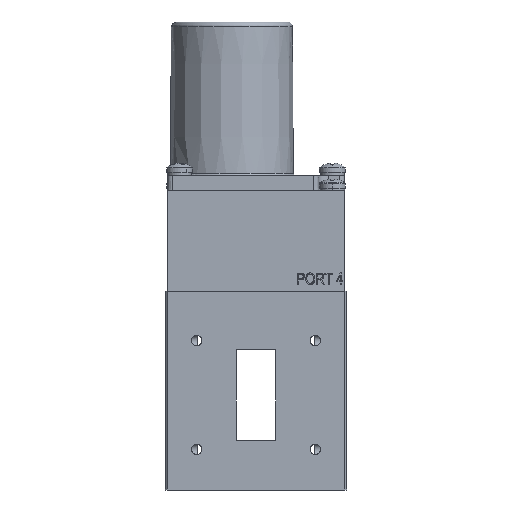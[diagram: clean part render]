
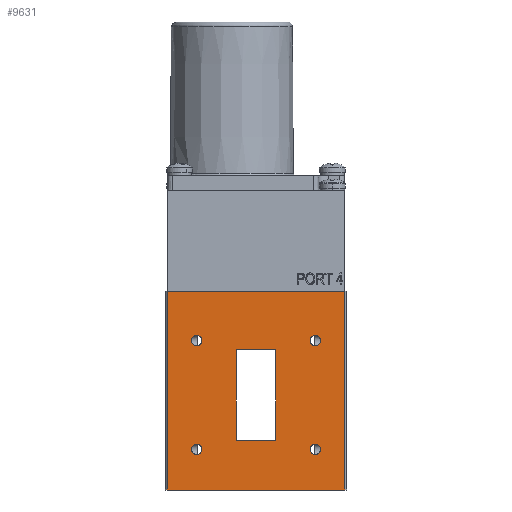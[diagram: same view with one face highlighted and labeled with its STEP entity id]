
A CAD part, front view. The second image highlights one B-rep face of the part: STEP entity #9631.
In plain terms, the highlighted planar face has unit normal (0, -1, 0).
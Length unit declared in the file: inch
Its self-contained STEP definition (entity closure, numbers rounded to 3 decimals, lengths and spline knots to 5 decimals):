
#9 = FACE_BOUND ( 'NONE', #14459, .T. ) ;
#55 = EDGE_LOOP ( 'NONE', ( #4346, #22971 ) ) ;
#352 = LINE ( 'NONE', #7420, #4949 ) ;
#614 = CARTESIAN_POINT ( 'NONE',  ( 0.737, -1.125, 0.44004 ) ) ;
#650 = VECTOR ( 'NONE', #18886, 39.37008 ) ;
#691 = CARTESIAN_POINT ( 'NONE',  ( 0.737, -1.125, 0.56996 ) ) ;
#728 = AXIS2_PLACEMENT_3D ( 'NONE', #8444, #16766, #20372 ) ;
#831 = DIRECTION ( 'NONE',  ( 0., -1., 0. ) ) ;
#993 = ORIENTED_EDGE ( 'NONE', *, *, #7578, .F. ) ;
#1228 = AXIS2_PLACEMENT_3D ( 'NONE', #22326, #831, #20169 ) ;
#1239 = CIRCLE ( 'NONE', #728, 0.06496 ) ;
#1298 = LINE ( 'NONE', #10817, #21500 ) ;
#1487 = CARTESIAN_POINT ( 'NONE',  ( -0.737, -1.125, 1.92196 ) ) ;
#1676 = ORIENTED_EDGE ( 'NONE', *, *, #6115, .F. ) ;
#1944 = DIRECTION ( 'NONE',  ( 0., -1., 0. ) ) ;
#1975 = DIRECTION ( 'NONE',  ( 0., 1., 0. ) ) ;
#2133 = ORIENTED_EDGE ( 'NONE', *, *, #6434, .F. ) ;
#2242 = EDGE_CURVE ( 'NONE', #6222, #16270, #8427, .T. ) ;
#2346 = CARTESIAN_POINT ( 'NONE',  ( -0.737, -1.125, 0.56996 ) ) ;
#2649 = EDGE_CURVE ( 'NONE', #17355, #6336, #3508, .T. ) ;
#3127 = CARTESIAN_POINT ( 'NONE',  ( 0.737, -1.125, 1.857 ) ) ;
#3190 = DIRECTION ( 'NONE',  ( -1., 0., 0. ) ) ;
#3398 = CARTESIAN_POINT ( 'NONE',  ( -0.2485, -1.125, 0.62 ) ) ;
#3508 = LINE ( 'NONE', #24022, #18552 ) ;
#3584 = EDGE_CURVE ( 'NONE', #15136, #17810, #25273, .T. ) ;
#4035 = VERTEX_POINT ( 'NONE', #16652 ) ;
#4044 = ORIENTED_EDGE ( 'NONE', *, *, #3584, .F. ) ;
#4158 = CARTESIAN_POINT ( 'NONE',  ( -1.105, -1.125, 2.47 ) ) ;
#4346 = ORIENTED_EDGE ( 'NONE', *, *, #25055, .F. ) ;
#4348 = VERTEX_POINT ( 'NONE', #25304 ) ;
#4584 = VECTOR ( 'NONE', #8248, 39.37008 ) ;
#4602 = FACE_BOUND ( 'NONE', #5850, .T. ) ;
#4682 = ORIENTED_EDGE ( 'NONE', *, *, #12656, .F. ) ;
#4949 = VECTOR ( 'NONE', #17235, 39.37008 ) ;
#5072 = DIRECTION ( 'NONE',  ( 0., 0., -1. ) ) ;
#5309 = VECTOR ( 'NONE', #25433, 39.37008 ) ;
#5850 = EDGE_LOOP ( 'NONE', ( #4044, #1676 ) ) ;
#5900 = ORIENTED_EDGE ( 'NONE', *, *, #20338, .F. ) ;
#5920 = DIRECTION ( 'NONE',  ( 0., -1., 0. ) ) ;
#6064 = ORIENTED_EDGE ( 'NONE', *, *, #8937, .T. ) ;
#6115 = EDGE_CURVE ( 'NONE', #17810, #15136, #11364, .T. ) ;
#6222 = VERTEX_POINT ( 'NONE', #6585 ) ;
#6336 = VERTEX_POINT ( 'NONE', #3398 ) ;
#6434 = EDGE_CURVE ( 'NONE', #16270, #6222, #1239, .T. ) ;
#6496 = AXIS2_PLACEMENT_3D ( 'NONE', #11791, #23534, #9818 ) ;
#6538 = EDGE_CURVE ( 'NONE', #20804, #4035, #24868, .T. ) ;
#6585 = CARTESIAN_POINT ( 'NONE',  ( -0.737, -1.125, 1.79204 ) ) ;
#6845 = AXIS2_PLACEMENT_3D ( 'NONE', #7534, #1975, #15757 ) ;
#7156 = EDGE_CURVE ( 'NONE', #24936, #17355, #1298, .T. ) ;
#7420 = CARTESIAN_POINT ( 'NONE',  ( 0.2485, -1.125, 1.742 ) ) ;
#7497 = CARTESIAN_POINT ( 'NONE',  ( 0.737, -1.125, 1.857 ) ) ;
#7534 = CARTESIAN_POINT ( 'NONE',  ( 1.125, -1.125, 2.47 ) ) ;
#7578 = EDGE_CURVE ( 'NONE', #24651, #24936, #352, .T. ) ;
#8090 = CARTESIAN_POINT ( 'NONE',  ( 1.105, -1.125, 2.47 ) ) ;
#8248 = DIRECTION ( 'NONE',  ( 0., 0., 1. ) ) ;
#8266 = AXIS2_PLACEMENT_3D ( 'NONE', #3127, #16869, #5072 ) ;
#8427 = CIRCLE ( 'NONE', #6496, 0.06496 ) ;
#8444 = CARTESIAN_POINT ( 'NONE',  ( -0.737, -1.125, 1.857 ) ) ;
#8470 = CARTESIAN_POINT ( 'NONE',  ( 0.2485, -1.125, 0.62 ) ) ;
#8563 = ORIENTED_EDGE ( 'NONE', *, *, #6538, .T. ) ;
#8697 = CARTESIAN_POINT ( 'NONE',  ( -1.105, -1.125, 2.47 ) ) ;
#8937 = EDGE_CURVE ( 'NONE', #25151, #11299, #15743, .T. ) ;
#9303 = CIRCLE ( 'NONE', #16420, 0.06496 ) ;
#9471 = DIRECTION ( 'NONE',  ( 0., 0., -1. ) ) ;
#9481 = CARTESIAN_POINT ( 'NONE',  ( 0.2485, -1.125, 1.742 ) ) ;
#9534 = EDGE_LOOP ( 'NONE', ( #24645, #2133 ) ) ;
#9631 = ADVANCED_FACE ( 'NONE', ( #20227, #9824, #9, #4602, #24886, #19625 ), #9776, .F. ) ;
#9764 = EDGE_LOOP ( 'NONE', ( #24327, #8563, #24663, #6064 ) ) ;
#9776 = PLANE ( 'NONE',  #6845 ) ;
#9818 = DIRECTION ( 'NONE',  ( 0., 0., -1. ) ) ;
#9824 = FACE_BOUND ( 'NONE', #9534, .T. ) ;
#9934 = AXIS2_PLACEMENT_3D ( 'NONE', #23290, #11545, #25279 ) ;
#10080 = VECTOR ( 'NONE', #15094, 39.37008 ) ;
#10122 = CARTESIAN_POINT ( 'NONE',  ( -0.737, -1.125, 0.44004 ) ) ;
#10702 = VERTEX_POINT ( 'NONE', #21201 ) ;
#10721 = LINE ( 'NONE', #20841, #10080 ) ;
#10817 = CARTESIAN_POINT ( 'NONE',  ( -0.2485, -1.125, 1.742 ) ) ;
#11002 = CARTESIAN_POINT ( 'NONE',  ( 1.105, -1.125, 0. ) ) ;
#11299 = VERTEX_POINT ( 'NONE', #13053 ) ;
#11364 = CIRCLE ( 'NONE', #1228, 0.06496 ) ;
#11545 = DIRECTION ( 'NONE',  ( 0., -1., 0. ) ) ;
#11576 = CIRCLE ( 'NONE', #9934, 0.06496 ) ;
#11791 = CARTESIAN_POINT ( 'NONE',  ( -0.737, -1.125, 1.857 ) ) ;
#11859 = ORIENTED_EDGE ( 'NONE', *, *, #2649, .F. ) ;
#12136 = LINE ( 'NONE', #23300, #17378 ) ;
#12656 = EDGE_CURVE ( 'NONE', #4348, #10702, #16868, .T. ) ;
#13053 = CARTESIAN_POINT ( 'NONE',  ( -1.105, -1.125, 0. ) ) ;
#13197 = DIRECTION ( 'NONE',  ( 1., 0., 0. ) ) ;
#13299 = EDGE_CURVE ( 'NONE', #20203, #22927, #11576, .T. ) ;
#13414 = ORIENTED_EDGE ( 'NONE', *, *, #15728, .F. ) ;
#13543 = EDGE_LOOP ( 'NONE', ( #18608, #993, #5900, #11859 ) ) ;
#13705 = CARTESIAN_POINT ( 'NONE',  ( -0.737, -1.125, 0.505 ) ) ;
#14459 = EDGE_LOOP ( 'NONE', ( #4682, #13414 ) ) ;
#15094 = DIRECTION ( 'NONE',  ( 1., 0., 0. ) ) ;
#15136 = VERTEX_POINT ( 'NONE', #614 ) ;
#15685 = AXIS2_PLACEMENT_3D ( 'NONE', #19125, #5920, #21061 ) ;
#15717 = DIRECTION ( 'NONE',  ( 0., 0., -1. ) ) ;
#15728 = EDGE_CURVE ( 'NONE', #10702, #4348, #20087, .T. ) ;
#15743 = LINE ( 'NONE', #8697, #650 ) ;
#15757 = DIRECTION ( 'NONE',  ( -1., 0., 0. ) ) ;
#16269 = DIRECTION ( 'NONE',  ( 0., 0., -1. ) ) ;
#16270 = VERTEX_POINT ( 'NONE', #1487 ) ;
#16420 = AXIS2_PLACEMENT_3D ( 'NONE', #13705, #1944, #15717 ) ;
#16652 = CARTESIAN_POINT ( 'NONE',  ( 1.105, -1.125, 2.47 ) ) ;
#16766 = DIRECTION ( 'NONE',  ( 0., -1., 0. ) ) ;
#16784 = EDGE_CURVE ( 'NONE', #11299, #20804, #19102, .T. ) ;
#16868 = CIRCLE ( 'NONE', #8266, 0.06496 ) ;
#16869 = DIRECTION ( 'NONE',  ( 0., -1., 0. ) ) ;
#17235 = DIRECTION ( 'NONE',  ( 0., 0., 1. ) ) ;
#17355 = VERTEX_POINT ( 'NONE', #20500 ) ;
#17378 = VECTOR ( 'NONE', #13197, 39.37008 ) ;
#17810 = VERTEX_POINT ( 'NONE', #691 ) ;
#18552 = VECTOR ( 'NONE', #16269, 39.37008 ) ;
#18608 = ORIENTED_EDGE ( 'NONE', *, *, #7156, .F. ) ;
#18886 = DIRECTION ( 'NONE',  ( 0., 0., -1. ) ) ;
#19102 = LINE ( 'NONE', #22138, #5309 ) ;
#19125 = CARTESIAN_POINT ( 'NONE',  ( 0.737, -1.125, 0.505 ) ) ;
#19625 = FACE_OUTER_BOUND ( 'NONE', #9764, .T. ) ;
#20087 = CIRCLE ( 'NONE', #22774, 0.06496 ) ;
#20169 = DIRECTION ( 'NONE',  ( 0., 0., -1. ) ) ;
#20203 = VERTEX_POINT ( 'NONE', #2346 ) ;
#20227 = FACE_BOUND ( 'NONE', #55, .T. ) ;
#20338 = EDGE_CURVE ( 'NONE', #6336, #24651, #10721, .T. ) ;
#20372 = DIRECTION ( 'NONE',  ( 0., 0., -1. ) ) ;
#20500 = CARTESIAN_POINT ( 'NONE',  ( -0.2485, -1.125, 1.742 ) ) ;
#20804 = VERTEX_POINT ( 'NONE', #11002 ) ;
#20841 = CARTESIAN_POINT ( 'NONE',  ( -0.2485, -1.125, 0.62 ) ) ;
#21061 = DIRECTION ( 'NONE',  ( 0., 0., -1. ) ) ;
#21186 = DIRECTION ( 'NONE',  ( 0., -1., 0. ) ) ;
#21201 = CARTESIAN_POINT ( 'NONE',  ( 0.737, -1.125, 1.92196 ) ) ;
#21500 = VECTOR ( 'NONE', #3190, 39.37008 ) ;
#22138 = CARTESIAN_POINT ( 'NONE',  ( 1.125, -1.125, 0. ) ) ;
#22326 = CARTESIAN_POINT ( 'NONE',  ( 0.737, -1.125, 0.505 ) ) ;
#22774 = AXIS2_PLACEMENT_3D ( 'NONE', #7497, #21186, #9471 ) ;
#22927 = VERTEX_POINT ( 'NONE', #10122 ) ;
#22971 = ORIENTED_EDGE ( 'NONE', *, *, #13299, .F. ) ;
#23171 = EDGE_CURVE ( 'NONE', #25151, #4035, #12136, .T. ) ;
#23290 = CARTESIAN_POINT ( 'NONE',  ( -0.737, -1.125, 0.505 ) ) ;
#23300 = CARTESIAN_POINT ( 'NONE',  ( 1.125, -1.125, 2.47 ) ) ;
#23534 = DIRECTION ( 'NONE',  ( 0., -1., 0. ) ) ;
#24022 = CARTESIAN_POINT ( 'NONE',  ( -0.2485, -1.125, 1.742 ) ) ;
#24327 = ORIENTED_EDGE ( 'NONE', *, *, #16784, .T. ) ;
#24645 = ORIENTED_EDGE ( 'NONE', *, *, #2242, .F. ) ;
#24651 = VERTEX_POINT ( 'NONE', #8470 ) ;
#24663 = ORIENTED_EDGE ( 'NONE', *, *, #23171, .F. ) ;
#24868 = LINE ( 'NONE', #8090, #4584 ) ;
#24886 = FACE_BOUND ( 'NONE', #13543, .T. ) ;
#24936 = VERTEX_POINT ( 'NONE', #9481 ) ;
#25055 = EDGE_CURVE ( 'NONE', #22927, #20203, #9303, .T. ) ;
#25151 = VERTEX_POINT ( 'NONE', #4158 ) ;
#25273 = CIRCLE ( 'NONE', #15685, 0.06496 ) ;
#25279 = DIRECTION ( 'NONE',  ( 0., 0., -1. ) ) ;
#25304 = CARTESIAN_POINT ( 'NONE',  ( 0.737, -1.125, 1.79204 ) ) ;
#25433 = DIRECTION ( 'NONE',  ( 1., 0., 0. ) ) ;
